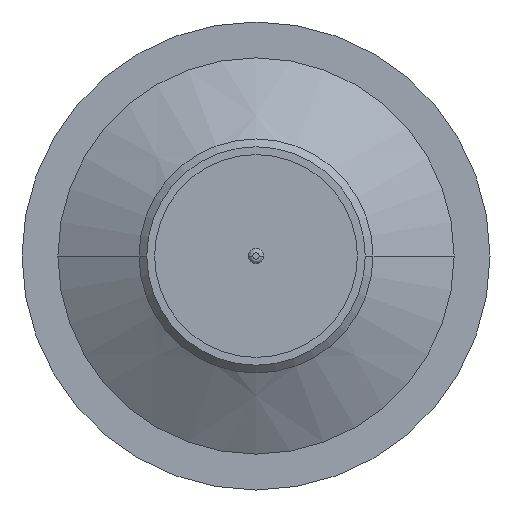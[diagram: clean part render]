
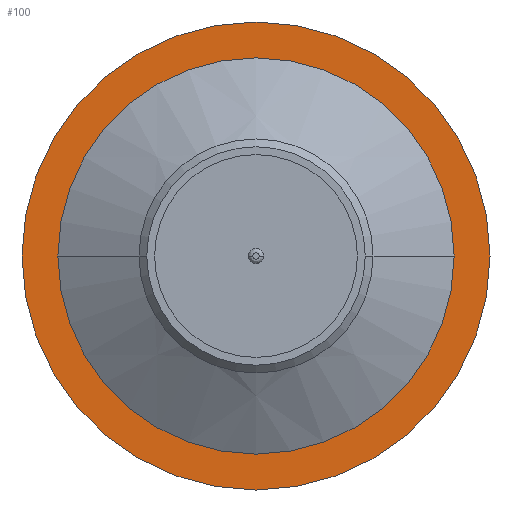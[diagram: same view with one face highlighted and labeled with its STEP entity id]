
A CAD part, front view. The second image highlights one B-rep face of the part: STEP entity #100.
In plain terms, the highlighted planar face has unit normal (0, -1, 0).
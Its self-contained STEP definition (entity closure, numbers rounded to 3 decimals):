
#100=ADVANCED_FACE('',(#480,#481),#479,.T.);
#479=PLANE('',#1692);
#480=FACE_OUTER_BOUND('',#1693,.T.);
#481=FACE_BOUND('',#1694,.T.);
#1689=CARTESIAN_POINT('',(19.5,12.,31.177));
#1690=DIRECTION('',(0.,-1.,0.));
#1691=DIRECTION('',(-1.,0.,0.));
#1692=AXIS2_PLACEMENT_3D('',#1689,#1690,#1691);
#1693=EDGE_LOOP('',(#3163,#3164));
#1694=EDGE_LOOP('',(#3165,#3166));
#3163=ORIENTED_EDGE('',*,*,#3683,.F.);
#3164=ORIENTED_EDGE('',*,*,#3684,.F.);
#3165=ORIENTED_EDGE('',*,*,#3685,.F.);
#3166=ORIENTED_EDGE('',*,*,#3686,.F.);
#3683=EDGE_CURVE('',#4519,#4520,#4521,.T.);
#3684=EDGE_CURVE('',#4520,#4519,#4527,.T.);
#3685=EDGE_CURVE('',#4533,#4534,#4535,.T.);
#3686=EDGE_CURVE('',#4534,#4533,#4541,.T.);
#4519=VERTEX_POINT('',#6043);
#4520=VERTEX_POINT('',#6044);
#4521=CIRCLE('',#6048,15.);
#4527=CIRCLE('',#6052,15.);
#4533=VERTEX_POINT('',#6053);
#4534=VERTEX_POINT('',#6054);
#4535=CIRCLE('',#6058,12.5);
#4541=CIRCLE('',#6062,12.5);
#6043=CARTESIAN_POINT('',(-15.,12.,0.));
#6044=CARTESIAN_POINT('',(15.,12.,0.));
#6045=CARTESIAN_POINT('',(0.,12.,0.));
#6046=DIRECTION('',(0.,1.,0.));
#6047=DIRECTION('',(1.,0.,0.));
#6048=AXIS2_PLACEMENT_3D('',#6045,#6046,#6047);
#6049=CARTESIAN_POINT('',(0.,12.,0.));
#6050=DIRECTION('',(0.,1.,0.));
#6051=DIRECTION('',(1.,0.,0.));
#6052=AXIS2_PLACEMENT_3D('',#6049,#6050,#6051);
#6053=CARTESIAN_POINT('',(12.5,12.,0.));
#6054=CARTESIAN_POINT('',(-12.5,12.,0.));
#6055=CARTESIAN_POINT('',(0.,12.,0.));
#6056=DIRECTION('',(0.,-1.,0.));
#6057=DIRECTION('',(-1.,0.,0.));
#6058=AXIS2_PLACEMENT_3D('',#6055,#6056,#6057);
#6059=CARTESIAN_POINT('',(0.,12.,0.));
#6060=DIRECTION('',(0.,-1.,0.));
#6061=DIRECTION('',(-1.,0.,0.));
#6062=AXIS2_PLACEMENT_3D('',#6059,#6060,#6061);
